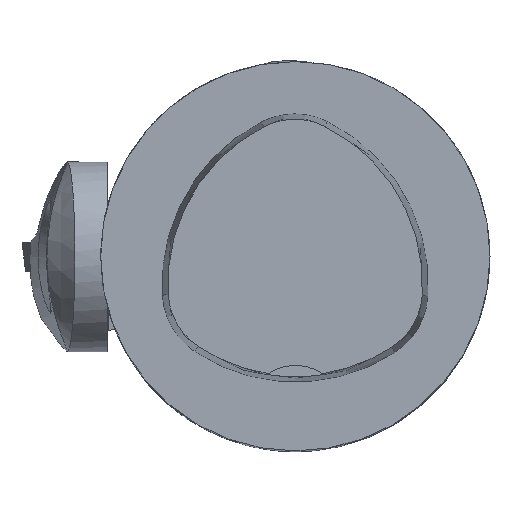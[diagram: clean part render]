
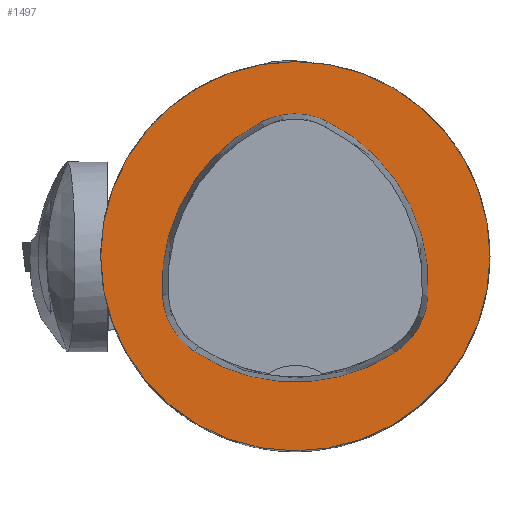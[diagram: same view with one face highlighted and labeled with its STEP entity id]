
A CAD part, top view. The second image highlights one B-rep face of the part: STEP entity #1497.
In plain terms, the highlighted planar face has unit normal (0, 0, 1).
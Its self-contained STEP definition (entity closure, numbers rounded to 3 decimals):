
#265=CIRCLE('',#7484,16.);
#433=CIRCLE('',#7967,15.);
#435=CIRCLE('',#7970,6.);
#437=CIRCLE('',#7973,15.);
#439=CIRCLE('',#7976,6.);
#443=CIRCLE('',#7981,15.);
#445=CIRCLE('',#7984,6.);
#780=PLANE('',#7989);
#1497=ADVANCED_FACE('',(#3035,#3036),#780,.T.);
#3035=FACE_BOUND('',#3465,.T.);
#3036=FACE_BOUND('',#3466,.T.);
#3465=EDGE_LOOP('',(#5456,#5457,#5458,#5459,#5460,#5461));
#3466=EDGE_LOOP('',(#5462));
#5456=ORIENTED_EDGE('',*,*,#7193,.T.);
#5457=ORIENTED_EDGE('',*,*,#7173,.T.);
#5458=ORIENTED_EDGE('',*,*,#7177,.T.);
#5459=ORIENTED_EDGE('',*,*,#7180,.T.);
#5460=ORIENTED_EDGE('',*,*,#7183,.T.);
#5461=ORIENTED_EDGE('',*,*,#7191,.T.);
#5462=ORIENTED_EDGE('',*,*,#6363,.F.);
#5639=VERTEX_POINT('',#10897);
#6179=VERTEX_POINT('',#12663);
#6180=VERTEX_POINT('',#12664);
#6183=VERTEX_POINT('',#12672);
#6185=VERTEX_POINT('',#12678);
#6187=VERTEX_POINT('',#12684);
#6194=VERTEX_POINT('',#12705);
#6363=EDGE_CURVE('',#5639,#5639,#265,.T.);
#7173=EDGE_CURVE('',#6179,#6180,#433,.T.);
#7177=EDGE_CURVE('',#6180,#6183,#435,.T.);
#7180=EDGE_CURVE('',#6183,#6185,#437,.T.);
#7183=EDGE_CURVE('',#6185,#6187,#439,.T.);
#7191=EDGE_CURVE('',#6187,#6194,#443,.T.);
#7193=EDGE_CURVE('',#6194,#6179,#445,.T.);
#7484=AXIS2_PLACEMENT_3D('',#10896,#8311,#8312);
#7967=AXIS2_PLACEMENT_3D('',#12662,#9894,#9895);
#7970=AXIS2_PLACEMENT_3D('',#12671,#9902,#9903);
#7973=AXIS2_PLACEMENT_3D('',#12677,#9909,#9910);
#7976=AXIS2_PLACEMENT_3D('',#12683,#9916,#9917);
#7981=AXIS2_PLACEMENT_3D('',#12706,#9928,#9929);
#7984=AXIS2_PLACEMENT_3D('',#12709,#9934,#9935);
#7989=AXIS2_PLACEMENT_3D('',#12714,#9944,#9945);
#8311=DIRECTION('',(0.,0.,-1.));
#8312=DIRECTION('',(-1.,0.,0.));
#9894=DIRECTION('',(0.,0.,-1.));
#9895=DIRECTION('',(-1.,0.,0.));
#9902=DIRECTION('',(0.,0.,-1.));
#9903=DIRECTION('',(-1.,0.,0.));
#9909=DIRECTION('',(0.,0.,-1.));
#9910=DIRECTION('',(-1.,0.,0.));
#9916=DIRECTION('',(0.,0.,-1.));
#9917=DIRECTION('',(-1.,0.,0.));
#9928=DIRECTION('',(0.,0.,-1.));
#9929=DIRECTION('',(-1.,0.,0.));
#9934=DIRECTION('',(0.,0.,-1.));
#9935=DIRECTION('',(-1.,0.,0.));
#9944=DIRECTION('',(0.,0.,1.));
#9945=DIRECTION('',(1.,0.,0.));
#10896=CARTESIAN_POINT('',(0.,0.,0.));
#10897=CARTESIAN_POINT('',(-16.,0.,0.));
#12662=CARTESIAN_POINT('',(4.048,-2.316,0.));
#12663=CARTESIAN_POINT('',(-10.926,-3.206,0.));
#12664=CARTESIAN_POINT('',(-2.774,11.043,0.));
#12671=CARTESIAN_POINT('',(-0.045,5.7,0.));
#12672=CARTESIAN_POINT('',(2.638,11.066,0.));
#12677=CARTESIAN_POINT('',(-4.07,-2.35,0.));
#12678=CARTESIAN_POINT('',(10.903,-3.249,0.));
#12683=CARTESIAN_POINT('',(4.914,-2.889,0.));
#12684=CARTESIAN_POINT('',(8.177,-7.924,0.));
#12705=CARTESIAN_POINT('',(-8.24,-7.859,0.));
#12706=CARTESIAN_POINT('',(0.019,4.663,0.));
#12709=CARTESIAN_POINT('',(-4.936,-2.85,0.));
#12714=CARTESIAN_POINT('',(0.,0.,0.));
